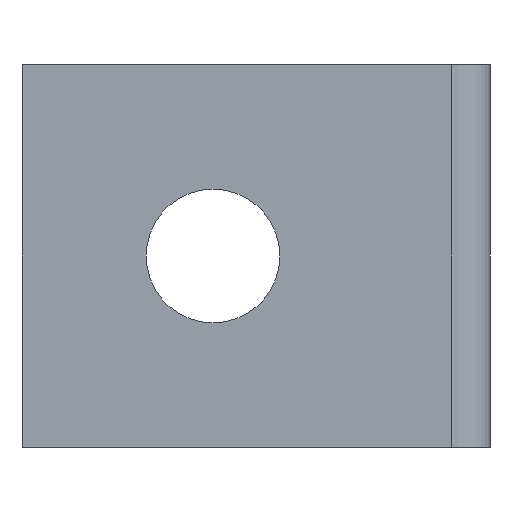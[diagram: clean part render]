
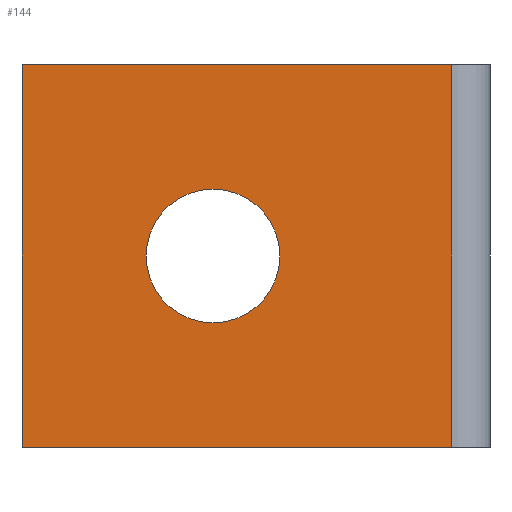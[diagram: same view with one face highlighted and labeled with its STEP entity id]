
A CAD part, left-side view. The second image highlights one B-rep face of the part: STEP entity #144.
In plain terms, the highlighted planar face has unit normal (-1, 0, 0).
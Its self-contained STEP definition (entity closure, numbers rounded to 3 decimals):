
#7 = DIRECTION ( 'NONE',  ( 1., 0., 0. ) ) ;
#16 = EDGE_CURVE ( 'NONE', #427, #195, #418, .T. ) ;
#25 = VECTOR ( 'NONE', #208, 1000. ) ;
#40 = CARTESIAN_POINT ( 'NONE',  ( 0., 49., 40. ) ) ;
#42 = EDGE_CURVE ( 'NONE', #117, #167, #505, .T. ) ;
#68 = DIRECTION ( 'NONE',  ( 0., -1., 0. ) ) ;
#74 = CARTESIAN_POINT ( 'NONE',  ( 0., 49., 0. ) ) ;
#80 = EDGE_LOOP ( 'NONE', ( #484, #366, #393, #386 ) ) ;
#108 = CARTESIAN_POINT ( 'NONE',  ( 0., 29., 20. ) ) ;
#111 = EDGE_CURVE ( 'NONE', #292, #267, #389, .T. ) ;
#113 = VECTOR ( 'NONE', #68, 1000. ) ;
#117 = VERTEX_POINT ( 'NONE', #519 ) ;
#133 = DIRECTION ( 'NONE',  ( 0., -1., 0. ) ) ;
#134 = FACE_OUTER_BOUND ( 'NONE', #80, .T. ) ;
#137 = CARTESIAN_POINT ( 'NONE',  ( 0., 4., 40. ) ) ;
#139 = EDGE_LOOP ( 'NONE', ( #270, #201 ) ) ;
#144 = ADVANCED_FACE ( 'NONE', ( #218, #134 ), #477, .F. ) ;
#147 = DIRECTION ( 'NONE',  ( 1., 0., 0. ) ) ;
#152 = EDGE_CURVE ( 'NONE', #292, #167, #228, .T. ) ;
#167 = VERTEX_POINT ( 'NONE', #137 ) ;
#186 = CARTESIAN_POINT ( 'NONE',  ( 0., 29., 27. ) ) ;
#195 = VERTEX_POINT ( 'NONE', #494 ) ;
#201 = ORIENTED_EDGE ( 'NONE', *, *, #16, .T. ) ;
#207 = CARTESIAN_POINT ( 'NONE',  ( 0., 49., 0. ) ) ;
#208 = DIRECTION ( 'NONE',  ( 0., 0., -1. ) ) ;
#218 = FACE_BOUND ( 'NONE', #139, .T. ) ;
#228 = LINE ( 'NONE', #273, #113 ) ;
#254 = DIRECTION ( 'NONE',  ( 0., 0., -1. ) ) ;
#266 = DIRECTION ( 'NONE',  ( 0., 0., 1. ) ) ;
#267 = VERTEX_POINT ( 'NONE', #74 ) ;
#270 = ORIENTED_EDGE ( 'NONE', *, *, #421, .T. ) ;
#273 = CARTESIAN_POINT ( 'NONE',  ( 0., 49., 40. ) ) ;
#292 = VERTEX_POINT ( 'NONE', #40 ) ;
#296 = CARTESIAN_POINT ( 'NONE',  ( 0., 49., 40. ) ) ;
#300 = CARTESIAN_POINT ( 'NONE',  ( 0., 4., 40. ) ) ;
#340 = LINE ( 'NONE', #207, #449 ) ;
#344 = CARTESIAN_POINT ( 'NONE',  ( 0., 49., 40. ) ) ;
#345 = CIRCLE ( 'NONE', #417, 7. ) ;
#350 = CARTESIAN_POINT ( 'NONE',  ( 0., 29., 20. ) ) ;
#366 = ORIENTED_EDGE ( 'NONE', *, *, #42, .T. ) ;
#379 = EDGE_CURVE ( 'NONE', #267, #117, #340, .T. ) ;
#386 = ORIENTED_EDGE ( 'NONE', *, *, #111, .T. ) ;
#389 = LINE ( 'NONE', #344, #25 ) ;
#393 = ORIENTED_EDGE ( 'NONE', *, *, #152, .F. ) ;
#405 = DIRECTION ( 'NONE',  ( 0., 0., -1. ) ) ;
#417 = AXIS2_PLACEMENT_3D ( 'NONE', #108, #147, #405 ) ;
#418 = CIRCLE ( 'NONE', #428, 7. ) ;
#421 = EDGE_CURVE ( 'NONE', #195, #427, #345, .T. ) ;
#427 = VERTEX_POINT ( 'NONE', #186 ) ;
#428 = AXIS2_PLACEMENT_3D ( 'NONE', #350, #474, #254 ) ;
#449 = VECTOR ( 'NONE', #133, 1000. ) ;
#453 = AXIS2_PLACEMENT_3D ( 'NONE', #296, #7, #512 ) ;
#474 = DIRECTION ( 'NONE',  ( 1., 0., 0. ) ) ;
#477 = PLANE ( 'NONE',  #453 ) ;
#484 = ORIENTED_EDGE ( 'NONE', *, *, #379, .T. ) ;
#494 = CARTESIAN_POINT ( 'NONE',  ( 0., 29., 13. ) ) ;
#501 = VECTOR ( 'NONE', #266, 1000. ) ;
#505 = LINE ( 'NONE', #300, #501 ) ;
#512 = DIRECTION ( 'NONE',  ( 0., 1., 0. ) ) ;
#519 = CARTESIAN_POINT ( 'NONE',  ( 0., 4., 0. ) ) ;
